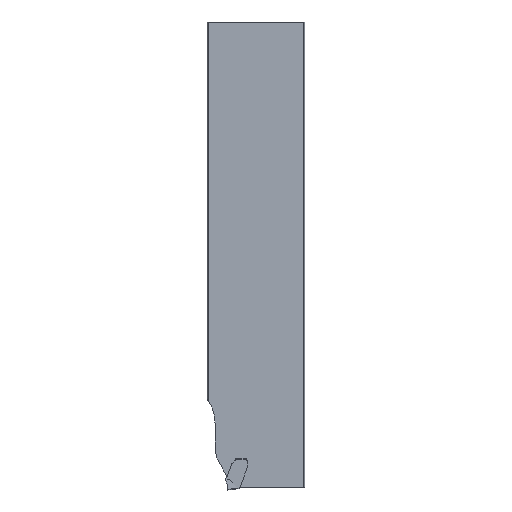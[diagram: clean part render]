
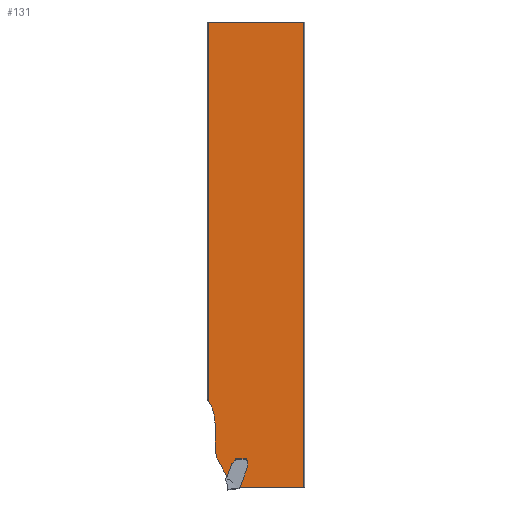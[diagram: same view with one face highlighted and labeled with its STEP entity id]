
A CAD part, left-side view. The second image highlights one B-rep face of the part: STEP entity #131.
In plain terms, the highlighted planar face has unit normal (-1, 0, 0).
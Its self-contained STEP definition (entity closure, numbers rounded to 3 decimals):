
#131=ADVANCED_FACE('SHANKHEAD_FACE_LEFT',(#240),#201,.T.);
#201=PLANE('',#1543);
#240=FACE_OUTER_BOUND('',#311,.T.);
#311=EDGE_LOOP('',(#703,#704,#705,#706,#707,#708,#709,#710,#711,#712,#713,
#714,#715,#716,#717,#718,#719,#720,#721,#722,#723,#724,#725,#726,#727));
#384=ELLIPSE('',#1537,1.32,1.);
#385=ELLIPSE('',#1541,1.46,1.);
#401=B_SPLINE_CURVE_WITH_KNOTS('',5,(#2153,#2154,#2155,#2156,#2157,#2158),
 .UNSPECIFIED.,.F.,.F.,(6,6),(0.,1.),.UNSPECIFIED.);
#435=LINE('',#2117,#558);
#436=LINE('',#2119,#559);
#437=LINE('',#2123,#560);
#438=LINE('',#2125,#561);
#439=LINE('',#2129,#562);
#440=LINE('',#2135,#563);
#441=LINE('',#2139,#564);
#442=LINE('',#2141,#565);
#443=LINE('',#2143,#566);
#444=LINE('',#2149,#567);
#445=LINE('',#2162,#568);
#446=LINE('',#2164,#569);
#447=LINE('',#2166,#570);
#448=LINE('',#2168,#571);
#558=VECTOR('',#1702,1.);
#559=VECTOR('',#1703,1.);
#560=VECTOR('',#1706,1.);
#561=VECTOR('',#1707,1.);
#562=VECTOR('',#1710,1.);
#563=VECTOR('',#1715,1.);
#564=VECTOR('',#1718,1.);
#565=VECTOR('',#1719,1.);
#566=VECTOR('',#1720,1.);
#567=VECTOR('',#1725,1.);
#568=VECTOR('',#1730,1.);
#569=VECTOR('',#1731,1.);
#570=VECTOR('',#1732,1.);
#571=VECTOR('',#1733,1.);
#703=ORIENTED_EDGE('',*,*,#1232,.F.);
#704=ORIENTED_EDGE('',*,*,#1231,.T.);
#705=ORIENTED_EDGE('',*,*,#1233,.T.);
#706=ORIENTED_EDGE('',*,*,#1234,.T.);
#707=ORIENTED_EDGE('',*,*,#1235,.T.);
#708=ORIENTED_EDGE('',*,*,#1236,.F.);
#709=ORIENTED_EDGE('',*,*,#1237,.T.);
#710=ORIENTED_EDGE('',*,*,#1238,.T.);
#711=ORIENTED_EDGE('',*,*,#1239,.F.);
#712=ORIENTED_EDGE('',*,*,#1240,.T.);
#713=ORIENTED_EDGE('',*,*,#1241,.T.);
#714=ORIENTED_EDGE('',*,*,#1242,.T.);
#715=ORIENTED_EDGE('',*,*,#1243,.T.);
#716=ORIENTED_EDGE('',*,*,#1244,.F.);
#717=ORIENTED_EDGE('',*,*,#1245,.F.);
#718=ORIENTED_EDGE('',*,*,#1246,.T.);
#719=ORIENTED_EDGE('',*,*,#1247,.F.);
#720=ORIENTED_EDGE('',*,*,#1248,.F.);
#721=ORIENTED_EDGE('',*,*,#1249,.F.);
#722=ORIENTED_EDGE('',*,*,#1250,.F.);
#723=ORIENTED_EDGE('',*,*,#1251,.F.);
#724=ORIENTED_EDGE('',*,*,#1252,.F.);
#725=ORIENTED_EDGE('',*,*,#1253,.T.);
#726=ORIENTED_EDGE('',*,*,#1254,.T.);
#727=ORIENTED_EDGE('',*,*,#1255,.T.);
#1096=VERTEX_POINT('',#2110);
#1098=VERTEX_POINT('',#2114);
#1099=VERTEX_POINT('',#2118);
#1100=VERTEX_POINT('',#2120);
#1101=VERTEX_POINT('',#2122);
#1102=VERTEX_POINT('',#2124);
#1103=VERTEX_POINT('',#2126);
#1104=VERTEX_POINT('',#2128);
#1105=VERTEX_POINT('',#2130);
#1106=VERTEX_POINT('',#2132);
#1107=VERTEX_POINT('',#2134);
#1108=VERTEX_POINT('',#2136);
#1109=VERTEX_POINT('',#2138);
#1110=VERTEX_POINT('',#2140);
#1111=VERTEX_POINT('',#2142);
#1112=VERTEX_POINT('',#2144);
#1113=VERTEX_POINT('',#2146);
#1114=VERTEX_POINT('',#2148);
#1115=VERTEX_POINT('',#2150);
#1116=VERTEX_POINT('',#2152);
#1117=VERTEX_POINT('',#2159);
#1118=VERTEX_POINT('',#2161);
#1119=VERTEX_POINT('',#2163);
#1120=VERTEX_POINT('',#2165);
#1121=VERTEX_POINT('',#2167);
#1231=EDGE_CURVE('',#1096,#1098,#1410,.T.);
#1232=EDGE_CURVE('',#1096,#1099,#435,.T.);
#1233=EDGE_CURVE('',#1098,#1100,#436,.T.);
#1234=EDGE_CURVE('',#1100,#1101,#1411,.T.);
#1235=EDGE_CURVE('',#1101,#1102,#437,.T.);
#1236=EDGE_CURVE('',#1103,#1102,#438,.T.);
#1237=EDGE_CURVE('',#1103,#1104,#1412,.T.);
#1238=EDGE_CURVE('',#1104,#1105,#439,.T.);
#1239=EDGE_CURVE('',#1106,#1105,#1413,.T.);
#1240=EDGE_CURVE('',#1106,#1107,#384,.T.);
#1241=EDGE_CURVE('',#1107,#1108,#440,.T.);
#1242=EDGE_CURVE('',#1108,#1109,#1414,.T.);
#1243=EDGE_CURVE('',#1109,#1110,#441,.T.);
#1244=EDGE_CURVE('',#1111,#1110,#442,.T.);
#1245=EDGE_CURVE('',#1112,#1111,#443,.T.);
#1246=EDGE_CURVE('',#1112,#1113,#1415,.T.);
#1247=EDGE_CURVE('',#1114,#1113,#1416,.T.);
#1248=EDGE_CURVE('',#1115,#1114,#444,.T.);
#1249=EDGE_CURVE('',#1116,#1115,#385,.T.);
#1250=EDGE_CURVE('',#1117,#1116,#401,.T.);
#1251=EDGE_CURVE('',#1118,#1117,#1417,.T.);
#1252=EDGE_CURVE('',#1119,#1118,#445,.T.);
#1253=EDGE_CURVE('',#1119,#1120,#446,.T.);
#1254=EDGE_CURVE('',#1120,#1121,#447,.T.);
#1255=EDGE_CURVE('',#1121,#1099,#448,.T.);
#1410=CIRCLE('',#1532,13.);
#1411=CIRCLE('',#1534,10.);
#1412=CIRCLE('',#1535,0.4);
#1413=CIRCLE('',#1536,1.);
#1414=CIRCLE('',#1538,0.8);
#1415=CIRCLE('',#1539,0.5);
#1416=CIRCLE('',#1540,0.75);
#1417=CIRCLE('',#1542,1.);
#1532=AXIS2_PLACEMENT_3D('',#2115,#1698,#1699);
#1534=AXIS2_PLACEMENT_3D('',#2121,#1704,#1705);
#1535=AXIS2_PLACEMENT_3D('',#2127,#1708,#1709);
#1536=AXIS2_PLACEMENT_3D('',#2131,#1711,#1712);
#1537=AXIS2_PLACEMENT_3D('',#2133,#1713,#1714);
#1538=AXIS2_PLACEMENT_3D('',#2137,#1716,#1717);
#1539=AXIS2_PLACEMENT_3D('',#2145,#1721,#1722);
#1540=AXIS2_PLACEMENT_3D('',#2147,#1723,#1724);
#1541=AXIS2_PLACEMENT_3D('',#2151,#1726,#1727);
#1542=AXIS2_PLACEMENT_3D('',#2160,#1728,#1729);
#1543=AXIS2_PLACEMENT_3D('',#2169,#1734,#1735);
#1698=DIRECTION('',(1.,0.,0.));
#1699=DIRECTION('',(0.,1.,0.));
#1702=DIRECTION('',(0.,0.,1.));
#1703=DIRECTION('',(0.,0.,-1.));
#1704=DIRECTION('',(-1.,0.,0.));
#1705=DIRECTION('',(0.,1.,0.));
#1706=DIRECTION('',(0.,-0.5,-0.866));
#1707=DIRECTION('',(0.,0.819,-0.574));
#1708=DIRECTION('',(-1.,0.,0.));
#1709=DIRECTION('',(0.,1.,0.));
#1710=DIRECTION('',(0.,-0.342,0.94));
#1711=DIRECTION('',(-1.,0.,0.));
#1712=DIRECTION('',(0.,1.,0.));
#1713=DIRECTION('',(1.,0.,0.));
#1714=DIRECTION('',(0.,-0.707,0.707));
#1715=DIRECTION('',(0.,-0.707,0.707));
#1716=DIRECTION('',(-1.,0.,0.));
#1717=DIRECTION('',(0.,1.,0.));
#1718=DIRECTION('',(0.,0.,1.));
#1719=DIRECTION('',(0.,1.,0.));
#1720=DIRECTION('',(0.,0.,1.));
#1721=DIRECTION('',(-1.,0.,0.));
#1722=DIRECTION('',(0.,1.,0.));
#1723=DIRECTION('',(-1.,0.,0.));
#1724=DIRECTION('',(0.,1.,0.));
#1725=DIRECTION('',(0.,0.,1.));
#1726=DIRECTION('',(-1.,0.,0.));
#1727=DIRECTION('',(0.,0.,-1.));
#1728=DIRECTION('',(-1.,0.,0.));
#1729=DIRECTION('',(0.,1.,0.));
#1730=DIRECTION('',(0.,-0.342,0.94));
#1731=DIRECTION('',(0.,-1.,0.));
#1732=DIRECTION('',(0.,0.,1.));
#1733=DIRECTION('',(0.,1.,0.));
#1734=DIRECTION('',(-1.,0.,0.));
#1735=DIRECTION('',(0.,1.,0.));
#2110=CARTESIAN_POINT('',(-2.35,31.27,-121.37));
#2114=CARTESIAN_POINT('',(-2.35,29.075,-128.6));
#2115=CARTESIAN_POINT('',(-2.35,42.075,-128.6));
#2117=CARTESIAN_POINT('',(-2.35,31.27,-165.));
#2118=CARTESIAN_POINT('',(-2.35,31.27,0.));
#2119=CARTESIAN_POINT('',(-2.35,29.075,-167.585));
#2120=CARTESIAN_POINT('',(-2.35,29.075,-136.291));
#2121=CARTESIAN_POINT('',(-2.35,19.075,-136.291));
#2122=CARTESIAN_POINT('',(-2.35,27.735,-141.291));
#2123=CARTESIAN_POINT('',(-2.35,17.978,-158.19));
#2124=CARTESIAN_POINT('',(-2.35,25.269,-145.562));
#2125=CARTESIAN_POINT('',(-2.35,41.643,-157.027));
#2126=CARTESIAN_POINT('',(-2.35,25.269,-145.561));
#2127=CARTESIAN_POINT('',(-2.35,25.506,-145.24));
#2128=CARTESIAN_POINT('',(-2.35,25.131,-145.376));
#2129=CARTESIAN_POINT('',(-2.35,33.335,-167.918));
#2130=CARTESIAN_POINT('',(-2.35,23.899,-141.993));
#2131=CARTESIAN_POINT('',(-2.35,22.959,-142.335));
#2132=CARTESIAN_POINT('',(-2.35,23.797,-141.788));
#2133=CARTESIAN_POINT('',(-2.35,22.913,-142.289));
#2134=CARTESIAN_POINT('',(-2.35,23.62,-141.581));
#2135=CARTESIAN_POINT('',(-2.35,41.937,-159.898));
#2136=CARTESIAN_POINT('',(-2.35,22.704,-140.666));
#2137=CARTESIAN_POINT('',(-2.35,23.27,-140.1));
#2138=CARTESIAN_POINT('',(-2.35,22.47,-140.1));
#2139=CARTESIAN_POINT('',(-2.35,22.47,-167.585));
#2140=CARTESIAN_POINT('',(-2.35,22.47,-140.));
#2141=CARTESIAN_POINT('',(-2.35,34.25,-140.));
#2142=CARTESIAN_POINT('',(-2.35,19.1,-140.));
#2143=CARTESIAN_POINT('',(-2.35,19.1,-167.585));
#2144=CARTESIAN_POINT('',(-2.35,19.1,-140.2));
#2145=CARTESIAN_POINT('',(-2.35,18.6,-140.2));
#2146=CARTESIAN_POINT('',(-2.35,18.9,-140.6));
#2147=CARTESIAN_POINT('',(-2.35,19.35,-141.2));
#2148=CARTESIAN_POINT('',(-2.35,18.6,-141.2));
#2149=CARTESIAN_POINT('',(-2.35,18.6,-167.585));
#2150=CARTESIAN_POINT('',(-2.35,18.6,-142.112));
#2151=CARTESIAN_POINT('',(-2.35,19.6,-142.112));
#2152=CARTESIAN_POINT('',(-2.35,18.613,-142.345));
#2153=CARTESIAN_POINT('',(-2.35,18.622,-142.4));
#2154=CARTESIAN_POINT('',(-2.35,18.619,-142.389));
#2155=CARTESIAN_POINT('',(-2.35,18.617,-142.378));
#2156=CARTESIAN_POINT('',(-2.35,18.616,-142.367));
#2157=CARTESIAN_POINT('',(-2.35,18.614,-142.356));
#2158=CARTESIAN_POINT('',(-2.35,18.613,-142.345));
#2159=CARTESIAN_POINT('',(-2.35,18.622,-142.4));
#2160=CARTESIAN_POINT('',(-2.35,19.6,-142.193));
#2161=CARTESIAN_POINT('',(-2.35,18.66,-142.535));
#2162=CARTESIAN_POINT('',(-2.35,28.535,-169.665));
#2163=CARTESIAN_POINT('',(-2.35,21.067,-149.148));
#2164=CARTESIAN_POINT('',(-2.35,34.25,-149.148));
#2165=CARTESIAN_POINT('',(-2.35,0.63,-149.148));
#2166=CARTESIAN_POINT('',(-2.35,0.63,-165.));
#2167=CARTESIAN_POINT('',(-2.35,0.63,0.));
#2168=CARTESIAN_POINT('',(-2.35,34.25,0.));
#2169=CARTESIAN_POINT('',(-2.35,34.25,-167.585));
